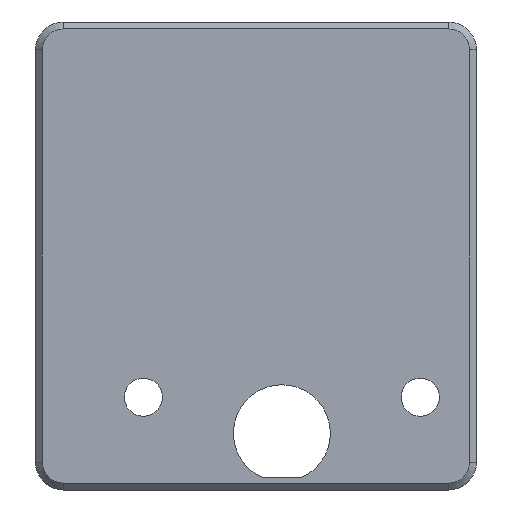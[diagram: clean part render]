
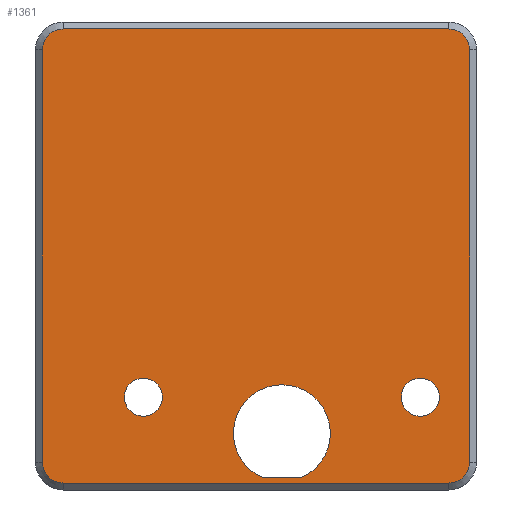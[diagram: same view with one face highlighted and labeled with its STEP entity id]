
A CAD part, left-side view. The second image highlights one B-rep face of the part: STEP entity #1361.
In plain terms, the highlighted planar face has unit normal (-1, 0, 0).
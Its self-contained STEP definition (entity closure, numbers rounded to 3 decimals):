
#27=FACE_BOUND('',#193,.T.);
#28=FACE_BOUND('',#194,.T.);
#29=FACE_BOUND('',#195,.T.);
#52=PLANE('',#1501);
#107=FACE_OUTER_BOUND('',#192,.T.);
#192=EDGE_LOOP('',(#1112,#1113,#1114,#1115,#1116,#1117,#1118,#1119));
#193=EDGE_LOOP('',(#1120,#1121));
#194=EDGE_LOOP('',(#1122));
#195=EDGE_LOOP('',(#1123));
#325=LINE('',#2257,#454);
#326=LINE('',#2261,#455);
#327=LINE('',#2265,#456);
#328=LINE('',#2268,#457);
#329=LINE('',#2272,#458);
#454=VECTOR('',#1817,10.);
#455=VECTOR('',#1820,10.);
#456=VECTOR('',#1823,10.);
#457=VECTOR('',#1826,10.);
#458=VECTOR('',#1829,10.);
#550=CIRCLE('',#1502,3.);
#551=CIRCLE('',#1503,3.);
#552=CIRCLE('',#1504,3.);
#553=CIRCLE('',#1505,3.);
#554=CIRCLE('',#1506,7.);
#555=CIRCLE('',#1507,2.75);
#556=CIRCLE('',#1508,2.75);
#667=VERTEX_POINT('',#2253);
#668=VERTEX_POINT('',#2254);
#669=VERTEX_POINT('',#2256);
#670=VERTEX_POINT('',#2258);
#671=VERTEX_POINT('',#2260);
#672=VERTEX_POINT('',#2262);
#673=VERTEX_POINT('',#2264);
#674=VERTEX_POINT('',#2266);
#675=VERTEX_POINT('',#2269);
#676=VERTEX_POINT('',#2270);
#677=VERTEX_POINT('',#2273);
#678=VERTEX_POINT('',#2275);
#832=EDGE_CURVE('',#667,#668,#550,.T.);
#833=EDGE_CURVE('',#669,#667,#325,.T.);
#834=EDGE_CURVE('',#670,#669,#551,.T.);
#835=EDGE_CURVE('',#671,#670,#326,.T.);
#836=EDGE_CURVE('',#672,#671,#552,.T.);
#837=EDGE_CURVE('',#673,#672,#327,.T.);
#838=EDGE_CURVE('',#674,#673,#553,.T.);
#839=EDGE_CURVE('',#668,#674,#328,.T.);
#840=EDGE_CURVE('',#675,#676,#554,.T.);
#841=EDGE_CURVE('',#676,#675,#329,.T.);
#842=EDGE_CURVE('',#677,#677,#555,.T.);
#843=EDGE_CURVE('',#678,#678,#556,.T.);
#1112=ORIENTED_EDGE('',*,*,#832,.F.);
#1113=ORIENTED_EDGE('',*,*,#833,.F.);
#1114=ORIENTED_EDGE('',*,*,#834,.F.);
#1115=ORIENTED_EDGE('',*,*,#835,.F.);
#1116=ORIENTED_EDGE('',*,*,#836,.F.);
#1117=ORIENTED_EDGE('',*,*,#837,.F.);
#1118=ORIENTED_EDGE('',*,*,#838,.F.);
#1119=ORIENTED_EDGE('',*,*,#839,.F.);
#1120=ORIENTED_EDGE('',*,*,#840,.T.);
#1121=ORIENTED_EDGE('',*,*,#841,.T.);
#1122=ORIENTED_EDGE('',*,*,#842,.T.);
#1123=ORIENTED_EDGE('',*,*,#843,.T.);
#1361=ADVANCED_FACE('',(#107,#27,#28,#29),#52,.F.);
#1501=AXIS2_PLACEMENT_3D('',#2252,#1813,#1814);
#1502=AXIS2_PLACEMENT_3D('',#2255,#1815,#1816);
#1503=AXIS2_PLACEMENT_3D('',#2259,#1818,#1819);
#1504=AXIS2_PLACEMENT_3D('',#2263,#1821,#1822);
#1505=AXIS2_PLACEMENT_3D('',#2267,#1824,#1825);
#1506=AXIS2_PLACEMENT_3D('',#2271,#1827,#1828);
#1507=AXIS2_PLACEMENT_3D('',#2274,#1830,#1831);
#1508=AXIS2_PLACEMENT_3D('',#2276,#1832,#1833);
#1813=DIRECTION('center_axis',(1.,0.,0.));
#1814=DIRECTION('ref_axis',(0.,1.,0.));
#1815=DIRECTION('center_axis',(1.,0.,0.));
#1816=DIRECTION('ref_axis',(0.,0.707,0.707));
#1817=DIRECTION('',(0.,0.,1.));
#1818=DIRECTION('center_axis',(1.,0.,0.));
#1819=DIRECTION('ref_axis',(0.,0.707,-0.707));
#1820=DIRECTION('',(0.,1.,0.));
#1821=DIRECTION('center_axis',(1.,0.,0.));
#1822=DIRECTION('ref_axis',(0.,-0.707,-0.707));
#1823=DIRECTION('',(0.,0.,-1.));
#1824=DIRECTION('center_axis',(1.,0.,0.));
#1825=DIRECTION('ref_axis',(0.,-0.707,0.707));
#1826=DIRECTION('',(0.,-1.,0.));
#1827=DIRECTION('center_axis',(1.,0.,0.));
#1828=DIRECTION('ref_axis',(0.,1.,0.));
#1829=DIRECTION('',(0.,1.,0.));
#1830=DIRECTION('center_axis',(1.,0.,0.));
#1831=DIRECTION('ref_axis',(0.,1.,0.));
#1832=DIRECTION('center_axis',(1.,0.,0.));
#1833=DIRECTION('ref_axis',(0.,1.,0.));
#2252=CARTESIAN_POINT('Origin',(262.7,403.325,519.018));
#2253=CARTESIAN_POINT('',(262.7,575.357,552.568));
#2254=CARTESIAN_POINT('',(262.7,572.357,555.568));
#2255=CARTESIAN_POINT('Origin',(262.7,572.357,552.568));
#2256=CARTESIAN_POINT('',(262.7,575.357,492.968));
#2257=CARTESIAN_POINT('',(262.7,575.357,504.493));
#2258=CARTESIAN_POINT('',(262.7,572.357,489.968));
#2259=CARTESIAN_POINT('Origin',(262.7,572.357,492.968));
#2260=CARTESIAN_POINT('',(262.7,516.676,489.968));
#2261=CARTESIAN_POINT('',(262.7,457.001,489.968));
#2262=CARTESIAN_POINT('',(262.7,513.676,492.968));
#2263=CARTESIAN_POINT('Origin',(262.7,516.676,492.968));
#2264=CARTESIAN_POINT('',(262.7,513.676,552.568));
#2265=CARTESIAN_POINT('',(262.7,513.676,533.793));
#2266=CARTESIAN_POINT('',(262.7,516.676,555.568));
#2267=CARTESIAN_POINT('Origin',(262.7,516.676,552.568));
#2268=CARTESIAN_POINT('',(262.7,485.841,555.568));
#2269=CARTESIAN_POINT('',(262.7,543.606,490.768));
#2270=CARTESIAN_POINT('',(262.7,537.943,490.768));
#2271=CARTESIAN_POINT('Origin',(262.7,540.774,497.169));
#2272=CARTESIAN_POINT('',(262.7,470.634,490.768));
#2273=CARTESIAN_POINT('',(262.7,558.024,502.369));
#2274=CARTESIAN_POINT('Origin',(262.7,560.774,502.369));
#2275=CARTESIAN_POINT('',(262.7,518.024,502.369));
#2276=CARTESIAN_POINT('Origin',(262.7,520.774,502.369));
